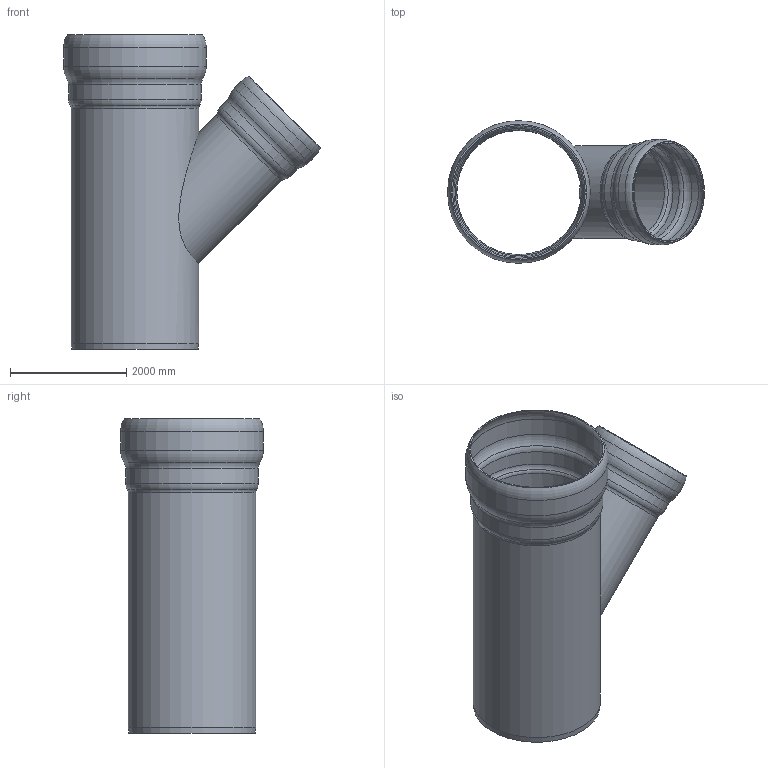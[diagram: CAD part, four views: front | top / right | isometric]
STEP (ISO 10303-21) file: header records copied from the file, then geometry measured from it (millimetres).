
FILE_DESCRIPTION(/* description */ (''),/* implementation_level */ '2;1');
FILE_NAME(/* name */ '5.250.GF0C_3D.stp',/* time_stamp */ '2024-12-11T09:00:28+01:00',/* author */ ('CAD'),/* organization */ (''),/* preprocessor_version */ 'ST-DEVELOPER v20',/* originating_system */ 'AutoCAD Mechanical',/* authorisation */ '');
FILE_SCHEMA (('AUTOMOTIVE_DESIGN { 1 0 10303 214 3 1 1 }'));
Length unit declared in the file: centimetre
Products named in the file (1): Product
Bounding box: 4412.34 x 2450 x 5400 mm (x, y, z)
Volume: 996697979.8 mm3; surface area: 94459827.4 mm2
Topology: 2 solids, 2 shells, 42 faces, 113 edges, 72 vertices
Faces by surface type: torus 20, cylinder 13, cone 5, plane 4
Full cylindrical faces by diameter (mm): 1540 x1, 1550 x1, 1590 x1, 1640 x1, 1690 x1, 1810 x1, 2150 x1, 2190 x1, 2240 x1, 2280 x1, 2410 x1, 2450 x1
Entity records: 1857 total; most frequent: CARTESIAN_POINT 710, DIRECTION 273, ORIENTED_EDGE 226, AXIS2_PLACEMENT_3D 127, EDGE_CURVE 113, CIRCLE 82, VERTEX_POINT 72, EDGE_LOOP 45
